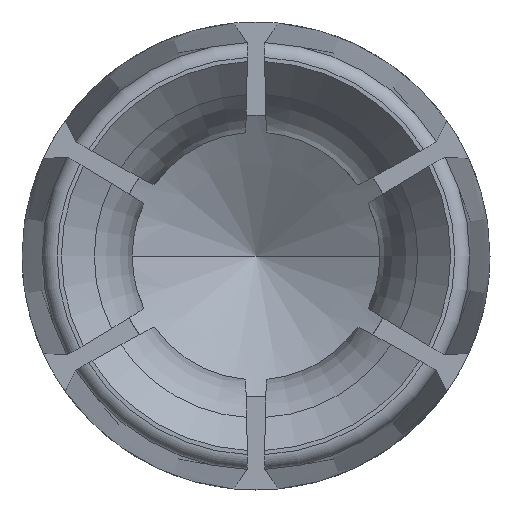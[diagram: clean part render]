
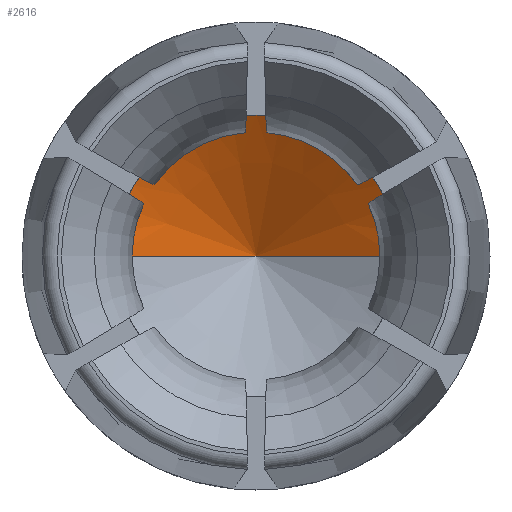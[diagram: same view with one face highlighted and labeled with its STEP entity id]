
A CAD part, front view. The second image highlights one B-rep face of the part: STEP entity #2616.
In plain terms, the highlighted conical face has half-angle 59 degrees and reference radius 0.969 mm.
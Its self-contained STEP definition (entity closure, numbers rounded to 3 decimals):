
#184=DIRECTION('',(-0.857,-0.515,0.));
#185=VECTOR('',#184,2.217);
#186=CARTESIAN_POINT('',(0.,14.742,0.));
#187=LINE('',#186,#185);
#192=CARTESIAN_POINT('',(0.,13.6,0.));
#193=DIRECTION('',(0.,1.,0.));
#194=DIRECTION('',(-1.,0.,0.));
#195=AXIS2_PLACEMENT_3D('',#192,#193,#194);
#200=DIRECTION('',(0.857,-0.515,0.));
#201=VECTOR('',#200,2.217);
#202=CARTESIAN_POINT('',(0.,14.742,0.));
#203=LINE('',#202,#201);
#2324=CARTESIAN_POINT('',(0.,14.742,0.));
#2325=CARTESIAN_POINT('',(1.9,13.6,0.));
#2326=VERTEX_POINT('',#2324);
#2327=VERTEX_POINT('',#2325);
#2328=CARTESIAN_POINT('',(-1.9,13.6,0.));
#2329=VERTEX_POINT('',#2328);
#2603=CARTESIAN_POINT('',(0.,14.159,0.));
#2604=DIRECTION('',(0.,-1.,0.));
#2605=DIRECTION('',(-1.,0.,0.));
#2606=AXIS2_PLACEMENT_3D('',#2603,#2604,#2605);
#2607=CONICAL_SURFACE('',#2606,0.969,59.);
#2609=ORIENTED_EDGE('',*,*,#2608,.F.);
#2611=ORIENTED_EDGE('',*,*,#2610,.T.);
#2613=ORIENTED_EDGE('',*,*,#2612,.T.);
#2614=EDGE_LOOP('',(#2609,#2611,#2613));
#2615=FACE_OUTER_BOUND('',#2614,.F.);
#2616=ADVANCED_FACE('',(#2615),#2607,.F.);
#196=CIRCLE('',#195,1.9);
#2608=EDGE_CURVE('',#2326,#2327,#203,.T.);
#2610=EDGE_CURVE('',#2326,#2329,#187,.T.);
#2612=EDGE_CURVE('',#2329,#2327,#196,.T.);
